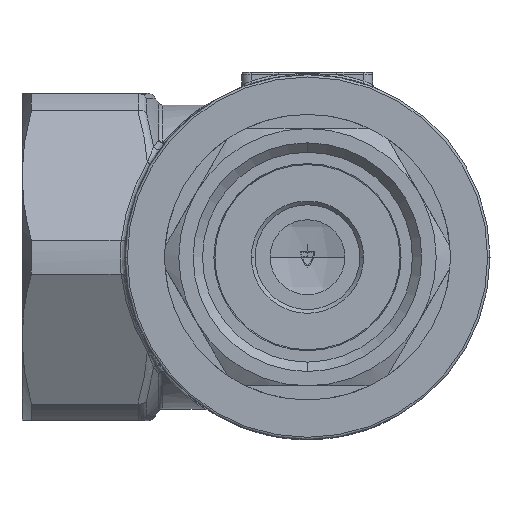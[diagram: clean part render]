
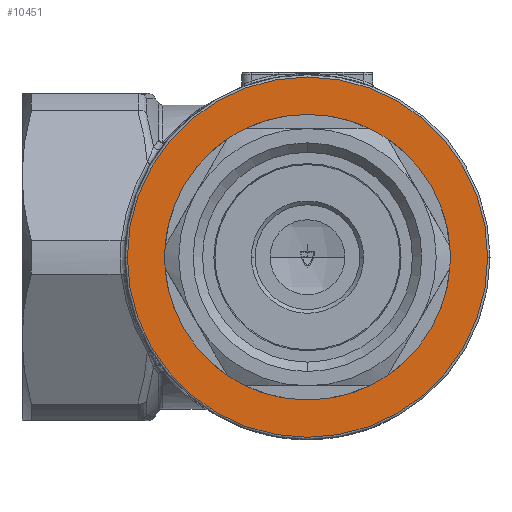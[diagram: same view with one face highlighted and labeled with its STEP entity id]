
A CAD part, front view. The second image highlights one B-rep face of the part: STEP entity #10451.
In plain terms, the highlighted planar face has unit normal (0, -1, 0).
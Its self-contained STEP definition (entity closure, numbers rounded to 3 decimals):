
#552 = CARTESIAN_POINT ( 'NONE',  ( 0., -41.92, 0. ) ) ;
#553 = DIRECTION ( 'NONE',  ( 0., 1., 0. ) ) ;
#554 = DIRECTION ( 'NONE',  ( -1., 0., 0. ) ) ;
#555 = CARTESIAN_POINT ( 'NONE',  ( 0., -41.92, 0. ) ) ;
#556 = DIRECTION ( 'NONE',  ( 0., -1., 0. ) ) ;
#557 = DIRECTION ( 'NONE',  ( -1., 0., 0. ) ) ;
#559 = CARTESIAN_POINT ( 'NONE',  ( 0., -41.92, 0. ) ) ;
#560 = DIRECTION ( 'NONE',  ( 0., -1., 0. ) ) ;
#561 = DIRECTION ( 'NONE',  ( -1., 0., 0. ) ) ;
#1133 = CIRCLE ( 'NONE', #1138, 38.5 ) ;
#1134 = CIRCLE ( 'NONE', #1136, 25.75 ) ;
#1135 = CIRCLE ( 'NONE', #1140, 38.5 ) ;
#1136 = AXIS2_PLACEMENT_3D ( 'NONE', #552, #553, #554 ) ;
#1138 = AXIS2_PLACEMENT_3D ( 'NONE', #555, #556, #557 ) ;
#1140 = AXIS2_PLACEMENT_3D ( 'NONE', #559, #560, #561 ) ;
#3144 = CARTESIAN_POINT ( 'NONE',  ( 38.5, -41.92, 0. ) ) ;
#3148 = CARTESIAN_POINT ( 'NONE',  ( -38.5, -41.92, 0. ) ) ;
#3345 = CARTESIAN_POINT ( 'NONE',  ( 0., -41.92, -25.75 ) ) ;
#3370 = CARTESIAN_POINT ( 'NONE',  ( 0., -41.92, 25.75 ) ) ;
#10451 = ADVANCED_FACE ( 'NONE', ( #28722, #28707 ), #28724, .T. ) ;
#14311 = EDGE_CURVE ( 'NONE', #18777, #18818, #27001, .T. ) ;
#14754 = EDGE_CURVE ( 'NONE', #18818, #18777, #1134, .T. ) ;
#14755 = EDGE_CURVE ( 'NONE', #15435, #15432, #1133, .T. ) ;
#14756 = EDGE_CURVE ( 'NONE', #15432, #15435, #1135, .T. ) ;
#15432 = VERTEX_POINT ( 'NONE', #3148 ) ;
#15435 = VERTEX_POINT ( 'NONE', #3144 ) ;
#16023 = ORIENTED_EDGE ( 'NONE', *, *, #14311, .T. ) ;
#16024 = ORIENTED_EDGE ( 'NONE', *, *, #14754, .T. ) ;
#16025 = ORIENTED_EDGE ( 'NONE', *, *, #14755, .T. ) ;
#16026 = ORIENTED_EDGE ( 'NONE', *, *, #14756, .T. ) ;
#18777 = VERTEX_POINT ( 'NONE', #3345 ) ;
#18818 = VERTEX_POINT ( 'NONE', #3370 ) ;
#21633 = EDGE_LOOP ( 'NONE', ( #16025, #16026 ) ) ;
#21634 = EDGE_LOOP ( 'NONE', ( #16023, #16024 ) ) ;
#27001 = CIRCLE ( 'NONE', #27005, 25.75 ) ;
#27005 = AXIS2_PLACEMENT_3D ( 'NONE', #29843, #29844, #29845 ) ;
#28707 = FACE_OUTER_BOUND ( 'NONE', #21633, .T. ) ;
#28722 = FACE_BOUND ( 'NONE', #21634, .T. ) ;
#28724 = PLANE ( 'NONE',  #28910 ) ;
#28733 = CARTESIAN_POINT ( 'NONE',  ( 0., -41.92, 0. ) ) ;
#28734 = DIRECTION ( 'NONE',  ( 0., -1., 0. ) ) ;
#28735 = DIRECTION ( 'NONE',  ( -1., 0., 0. ) ) ;
#28910 = AXIS2_PLACEMENT_3D ( 'NONE', #28733, #28734, #28735 ) ;
#29843 = CARTESIAN_POINT ( 'NONE',  ( 0., -41.92, 0. ) ) ;
#29844 = DIRECTION ( 'NONE',  ( 0., 1., 0. ) ) ;
#29845 = DIRECTION ( 'NONE',  ( -1., 0., 0. ) ) ;
